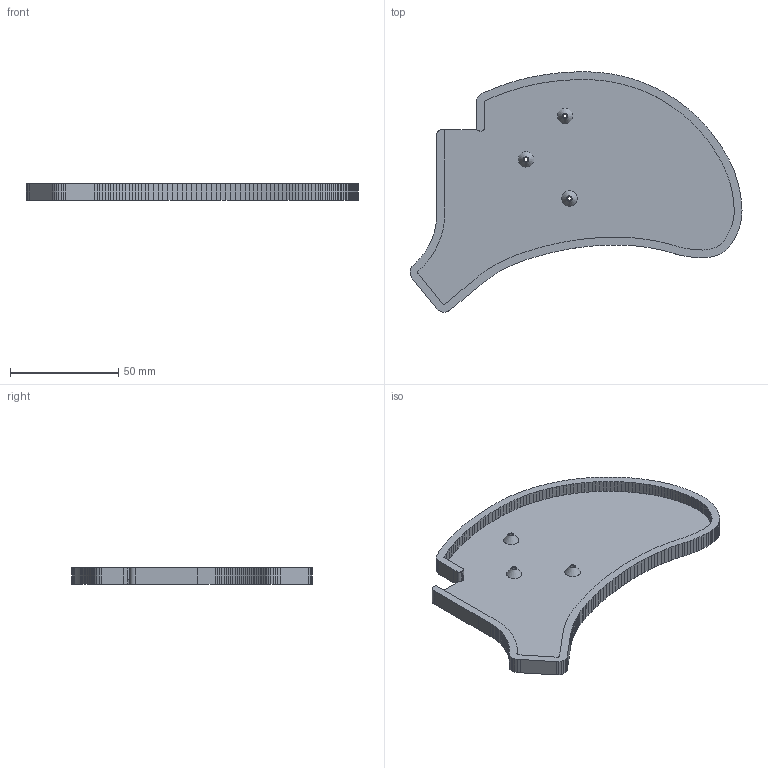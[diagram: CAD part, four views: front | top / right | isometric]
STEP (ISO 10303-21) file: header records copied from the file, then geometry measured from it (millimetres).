
FILE_DESCRIPTION(/* description */ ('STEP AP242','CAx-IF Rec.Pracs.---Representation and Presentation of Product Manufacturing Information (PMI)---4.0---2014-10-13','CAx-IF Rec.Pracs.---3D Tessellated Geometry---0.4---2014-09-14','2;1'),/* implementation_level */ '2;1');
FILE_NAME(/* name */ '6475b8bc9bc06d2e065995a9',/* time_stamp */ '2023-05-30T08:50:05Z',/* author */ (''),/* organization */ (''),/* preprocessor_version */ 'ST-DEVELOPER v19.4',/* originating_system */ ' ',/* authorisation */ ' ');
FILE_SCHEMA (('AP242_MANAGED_MODEL_BASED_3D_ENGINEERING_MIM_LF { 1 0 10303 442 1 1 4 }'));
Length unit declared in the file: metre
Products named in the file (1): Case Right
Bounding box: 153.02 x 110.69 x 7.5 mm (x, y, z)
Volume: 29517.5 mm3; surface area: 27263.4 mm2
Topology: 1 solids, 1 shells, 477 faces, 1393 edges, 929 vertices
Faces by surface type: plane 459, cylinder 11, bspline 4, cone 3
Full cylindrical faces by diameter (mm): 1.75 x3, 8 x8
Entity records: 15663 total; most frequent: CARTESIAN_POINT 3050, ORIENTED_EDGE 2758, DIRECTION 2337, EDGE_CURVE 1379, LINE 1333, VECTOR 1333, VERTEX_POINT 929, EDGE_LOOP 508
